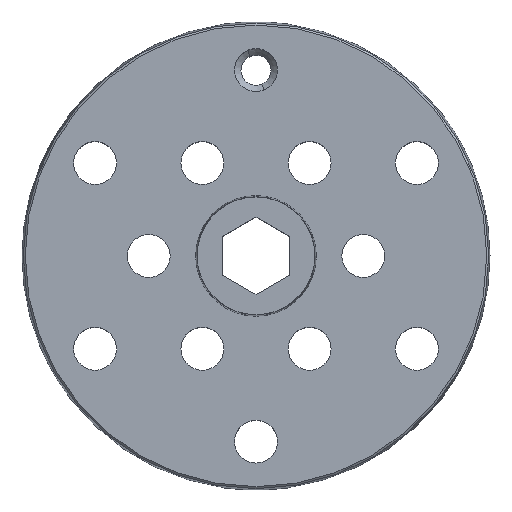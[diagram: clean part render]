
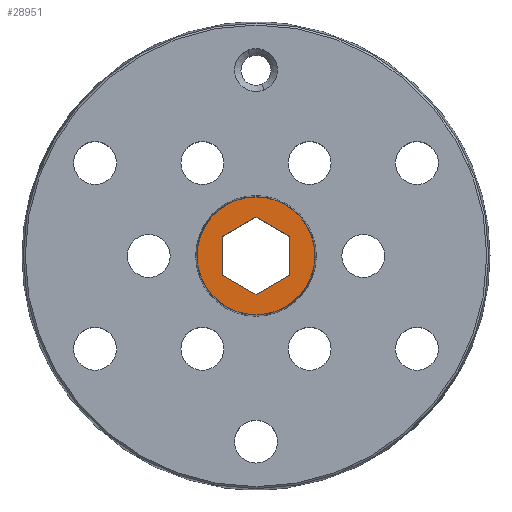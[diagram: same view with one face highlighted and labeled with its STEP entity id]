
A CAD part, top view. The second image highlights one B-rep face of the part: STEP entity #28951.
In plain terms, the highlighted planar face has unit normal (0, 0, 1).
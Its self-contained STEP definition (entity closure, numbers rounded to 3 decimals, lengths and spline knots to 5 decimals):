
#1 = EDGE_CURVE ( 'NONE', #24277, #20406, #40688, .T. ) ;
#2098 = DIRECTION ( 'NONE',  ( 0., 0., 1. ) ) ;
#3441 = LINE ( 'NONE', #11140, #9307 ) ;
#3992 = CIRCLE ( 'NONE', #19554, 0.17291 ) ;
#4180 = DIRECTION ( 'NONE',  ( -0.866, 0.5, 0. ) ) ;
#5176 = VERTEX_POINT ( 'NONE', #61867 ) ;
#8203 = VECTOR ( 'NONE', #47590, 39.37008 ) ;
#8447 = CARTESIAN_POINT ( 'NONE',  ( 0., 0., 0.4343 ) ) ;
#9046 = CARTESIAN_POINT ( 'NONE',  ( 0.09843, 0.05683, 0.4343 ) ) ;
#9307 = VECTOR ( 'NONE', #71798, 39.37008 ) ;
#10000 = EDGE_CURVE ( 'NONE', #73199, #76981, #37278, .T. ) ;
#11140 = CARTESIAN_POINT ( 'NONE',  ( 0., -0.11365, 0.4343 ) ) ;
#11408 = ORIENTED_EDGE ( 'NONE', *, *, #32964, .F. ) ;
#11785 = DIRECTION ( 'NONE',  ( 1., 0., 0. ) ) ;
#12481 = ORIENTED_EDGE ( 'NONE', *, *, #1, .F. ) ;
#15114 = VERTEX_POINT ( 'NONE', #41757 ) ;
#15972 = EDGE_CURVE ( 'NONE', #5176, #74956, #3992, .T. ) ;
#16832 = ORIENTED_EDGE ( 'NONE', *, *, #34511, .F. ) ;
#17833 = AXIS2_PLACEMENT_3D ( 'NONE', #63919, #2098, #22009 ) ;
#19554 = AXIS2_PLACEMENT_3D ( 'NONE', #8447, #58067, #68672 ) ;
#20014 = FACE_OUTER_BOUND ( 'NONE', #40984, .T. ) ;
#20406 = VERTEX_POINT ( 'NONE', #31221 ) ;
#21465 = VERTEX_POINT ( 'NONE', #21826 ) ;
#21668 = LINE ( 'NONE', #22883, #40219 ) ;
#21826 = CARTESIAN_POINT ( 'NONE',  ( 0., -0.11365, 0.4343 ) ) ;
#22009 = DIRECTION ( 'NONE',  ( 1., 0., 0. ) ) ;
#22798 = CARTESIAN_POINT ( 'NONE',  ( -0.09843, 0.05683, 0.4343 ) ) ;
#22883 = CARTESIAN_POINT ( 'NONE',  ( -0.09843, -0.05683, 0.4343 ) ) ;
#24277 = VERTEX_POINT ( 'NONE', #70093 ) ;
#25200 = DIRECTION ( 'NONE',  ( -0.866, -0.5, 0. ) ) ;
#27161 = EDGE_CURVE ( 'NONE', #20406, #21465, #21668, .T. ) ;
#28951 = ADVANCED_FACE ( 'NONE', ( #50908, #20014 ), #39096, .T. ) ;
#30532 = ORIENTED_EDGE ( 'NONE', *, *, #15972, .T. ) ;
#31221 = CARTESIAN_POINT ( 'NONE',  ( -0.09843, -0.05683, 0.4343 ) ) ;
#32964 = EDGE_CURVE ( 'NONE', #21465, #73199, #3441, .T. ) ;
#34189 = CARTESIAN_POINT ( 'NONE',  ( 0.09843, 0.05683, 0.4343 ) ) ;
#34274 = LINE ( 'NONE', #9046, #59953 ) ;
#34511 = EDGE_CURVE ( 'NONE', #76981, #15114, #34274, .T. ) ;
#36181 = DIRECTION ( 'NONE',  ( 0., 0., 1. ) ) ;
#36287 = VECTOR ( 'NONE', #62083, 39.37008 ) ;
#37278 = LINE ( 'NONE', #75105, #36287 ) ;
#38019 = ORIENTED_EDGE ( 'NONE', *, *, #27161, .F. ) ;
#38167 = ORIENTED_EDGE ( 'NONE', *, *, #38571, .T. ) ;
#38571 = EDGE_CURVE ( 'NONE', #74956, #5176, #44316, .T. ) ;
#38809 = EDGE_CURVE ( 'NONE', #15114, #24277, #43493, .T. ) ;
#39096 = PLANE ( 'NONE',  #17833 ) ;
#39743 = EDGE_LOOP ( 'NONE', ( #11408, #38019, #12481, #55158, #16832, #62014 ) ) ;
#40219 = VECTOR ( 'NONE', #41167, 39.37008 ) ;
#40688 = LINE ( 'NONE', #22798, #8203 ) ;
#40984 = EDGE_LOOP ( 'NONE', ( #38167, #30532 ) ) ;
#41167 = DIRECTION ( 'NONE',  ( 0.866, -0.5, 0. ) ) ;
#41757 = CARTESIAN_POINT ( 'NONE',  ( 0., 0.11365, 0.4343 ) ) ;
#43099 = CARTESIAN_POINT ( 'NONE',  ( 0., 0.11365, 0.4343 ) ) ;
#43493 = LINE ( 'NONE', #43099, #55971 ) ;
#44316 = CIRCLE ( 'NONE', #50820, 0.17291 ) ;
#45953 = CARTESIAN_POINT ( 'NONE',  ( 0.17291, 0., 0.4343 ) ) ;
#46480 = CARTESIAN_POINT ( 'NONE',  ( 0., 0., 0.4343 ) ) ;
#47590 = DIRECTION ( 'NONE',  ( 0., -1., 0. ) ) ;
#50820 = AXIS2_PLACEMENT_3D ( 'NONE', #46480, #36181, #11785 ) ;
#50908 = FACE_BOUND ( 'NONE', #39743, .T. ) ;
#55158 = ORIENTED_EDGE ( 'NONE', *, *, #38809, .F. ) ;
#55971 = VECTOR ( 'NONE', #25200, 39.37008 ) ;
#58067 = DIRECTION ( 'NONE',  ( 0., 0., 1. ) ) ;
#59596 = CARTESIAN_POINT ( 'NONE',  ( 0.09843, -0.05683, 0.4343 ) ) ;
#59953 = VECTOR ( 'NONE', #4180, 39.37008 ) ;
#61867 = CARTESIAN_POINT ( 'NONE',  ( -0.17291, 0., 0.4343 ) ) ;
#62014 = ORIENTED_EDGE ( 'NONE', *, *, #10000, .F. ) ;
#62083 = DIRECTION ( 'NONE',  ( 0., 1., 0. ) ) ;
#63919 = CARTESIAN_POINT ( 'NONE',  ( 0., 0., 0.4343 ) ) ;
#68672 = DIRECTION ( 'NONE',  ( 1., 0., 0. ) ) ;
#70093 = CARTESIAN_POINT ( 'NONE',  ( -0.09843, 0.05683, 0.4343 ) ) ;
#71798 = DIRECTION ( 'NONE',  ( 0.866, 0.5, 0. ) ) ;
#73199 = VERTEX_POINT ( 'NONE', #59596 ) ;
#74956 = VERTEX_POINT ( 'NONE', #45953 ) ;
#75105 = CARTESIAN_POINT ( 'NONE',  ( 0.09843, -0.05683, 0.4343 ) ) ;
#76981 = VERTEX_POINT ( 'NONE', #34189 ) ;
